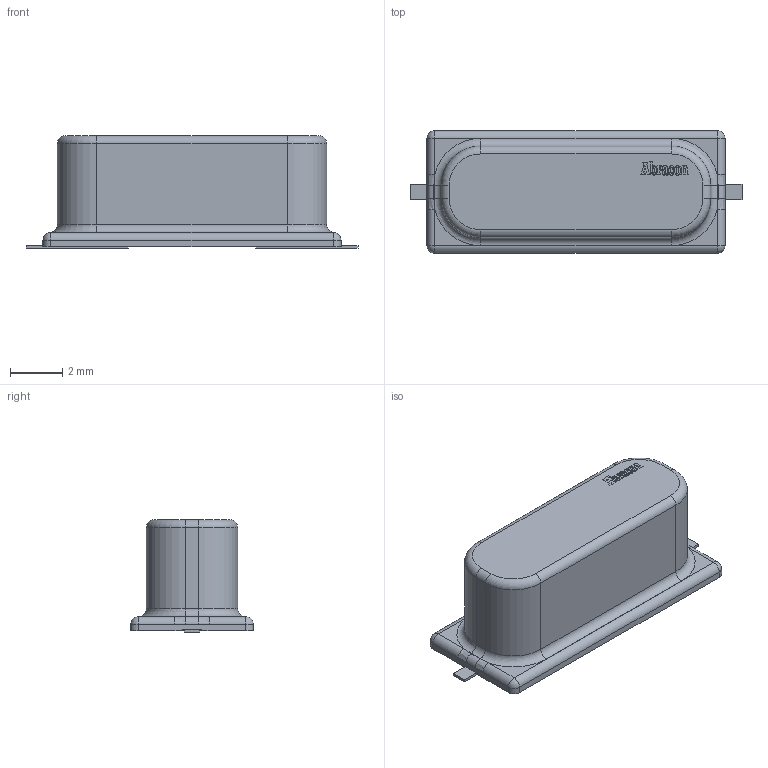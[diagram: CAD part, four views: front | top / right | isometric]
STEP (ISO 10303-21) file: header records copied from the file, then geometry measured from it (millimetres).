
FILE_DESCRIPTION(/* description */ (''),/* implementation_level */ '2;1');
FILE_NAME(/* name */ '1.stp',/* time_stamp */ '2020-03-10T15:34:10+02:00',/* author */ ('k'),/* organization */ (''),/* preprocessor_version */ 'ST-DEVELOPER v15.6',/* originating_system */ 'Autodesk Inventor 2015',/* authorisation */ '');
FILE_SCHEMA (('AUTOMOTIVE_DESIGN { 1 0 10303 214 3 1 1 }'));
Length unit declared in the file: millimetre
Products named in the file (5): 1; 2; 3; 5
Bounding box: 12.7 x 4.7 x 4.3 mm (x, y, z)
Volume: 155.3 mm3; surface area: 303.2 mm2
Topology: 11 solids, 11 shells, 205 faces, 513 edges, 332 vertices
Faces by surface type: plane 99, bspline 66, cylinder 28, torus 8, sphere 4
Full cylindrical faces by diameter (mm): 0.808 x1, 1 x1
Entity records: 6490 total; most frequent: CARTESIAN_POINT 1867, ORIENTED_EDGE 1022, DIRECTION 741, EDGE_CURVE 511, VERTEX_POINT 332, LINE 313, VECTOR 313, EDGE_LOOP 217
